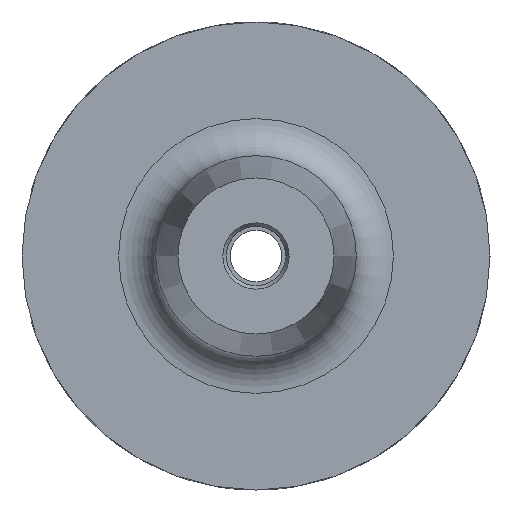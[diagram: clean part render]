
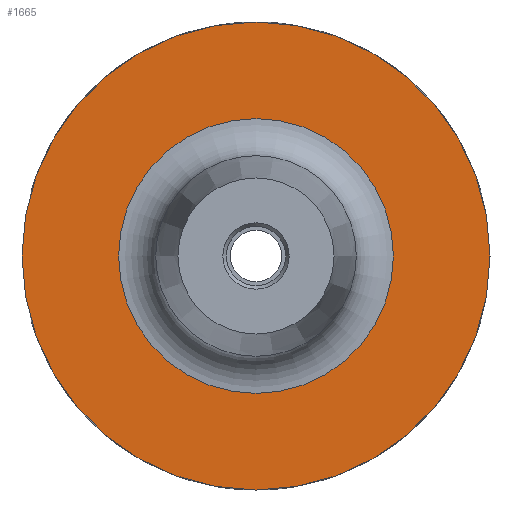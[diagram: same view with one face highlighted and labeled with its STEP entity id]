
A CAD part, left-side view. The second image highlights one B-rep face of the part: STEP entity #1665.
In plain terms, the highlighted planar face has unit normal (-1, 0, 0).
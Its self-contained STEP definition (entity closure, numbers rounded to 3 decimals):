
#142=FACE_BOUND('',#377,.T.);
#181=PLANE('',#1876);
#273=FACE_OUTER_BOUND('',#376,.T.);
#376=EDGE_LOOP('',(#1484,#1485));
#377=EDGE_LOOP('',(#1486,#1487));
#616=CIRCLE('',#1874,18.5);
#617=CIRCLE('',#1875,18.5);
#618=CIRCLE('',#1877,31.5);
#619=CIRCLE('',#1878,31.5);
#790=VERTEX_POINT('',#4095);
#791=VERTEX_POINT('',#4097);
#792=VERTEX_POINT('',#4101);
#793=VERTEX_POINT('',#4102);
#1041=EDGE_CURVE('',#791,#790,#616,.T.);
#1042=EDGE_CURVE('',#790,#791,#617,.T.);
#1043=EDGE_CURVE('',#792,#793,#618,.T.);
#1044=EDGE_CURVE('',#793,#792,#619,.T.);
#1484=ORIENTED_EDGE('',*,*,#1043,.F.);
#1485=ORIENTED_EDGE('',*,*,#1044,.F.);
#1486=ORIENTED_EDGE('',*,*,#1041,.T.);
#1487=ORIENTED_EDGE('',*,*,#1042,.T.);
#1665=ADVANCED_FACE('',(#273,#142),#181,.T.);
#1874=AXIS2_PLACEMENT_3D('',#4098,#2319,#2320);
#1875=AXIS2_PLACEMENT_3D('',#4099,#2321,#2322);
#1876=AXIS2_PLACEMENT_3D('',#4100,#2323,#2324);
#1877=AXIS2_PLACEMENT_3D('',#4103,#2325,#2326);
#1878=AXIS2_PLACEMENT_3D('',#4104,#2327,#2328);
#2319=DIRECTION('center_axis',(1.,0.,0.));
#2320=DIRECTION('ref_axis',(0.,1.,0.));
#2321=DIRECTION('center_axis',(1.,0.,0.));
#2322=DIRECTION('ref_axis',(0.,1.,0.));
#2323=DIRECTION('center_axis',(-1.,0.,0.));
#2324=DIRECTION('ref_axis',(0.,0.,1.));
#2325=DIRECTION('center_axis',(1.,0.,0.));
#2326=DIRECTION('ref_axis',(0.,1.,0.));
#2327=DIRECTION('center_axis',(1.,0.,0.));
#2328=DIRECTION('ref_axis',(0.,1.,0.));
#4095=CARTESIAN_POINT('',(-22.,0.,18.5));
#4097=CARTESIAN_POINT('',(-22.,18.5,0.));
#4098=CARTESIAN_POINT('Origin',(-22.,0.,0.));
#4099=CARTESIAN_POINT('Origin',(-22.,0.,0.));
#4100=CARTESIAN_POINT('Origin',(-22.,25.,0.));
#4101=CARTESIAN_POINT('',(-22.,31.5,0.));
#4102=CARTESIAN_POINT('',(-22.,-31.5,0.));
#4103=CARTESIAN_POINT('Origin',(-22.,0.,0.));
#4104=CARTESIAN_POINT('Origin',(-22.,0.,0.));
